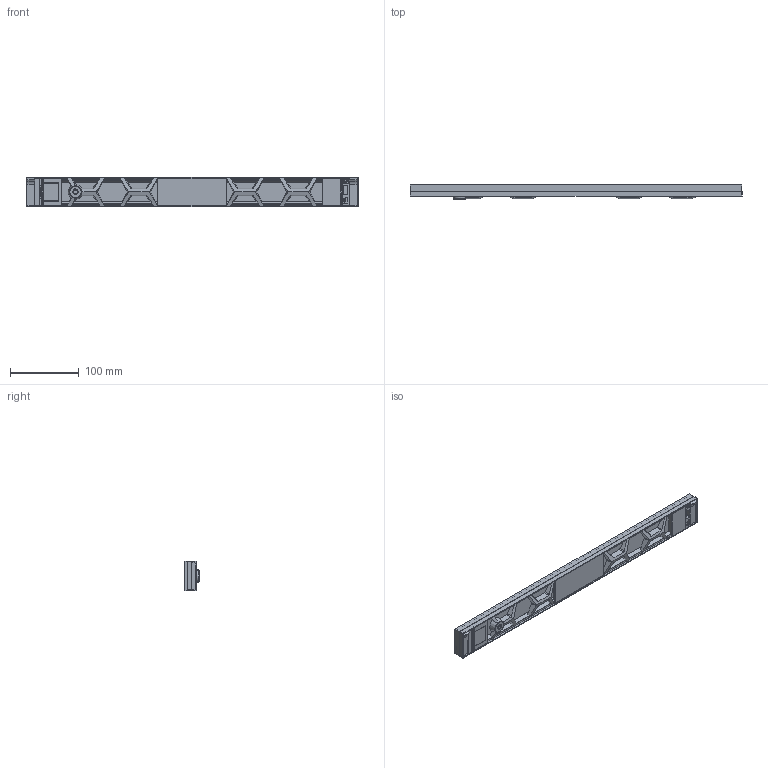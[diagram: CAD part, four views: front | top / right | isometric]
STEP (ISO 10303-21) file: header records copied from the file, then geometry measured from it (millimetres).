
FILE_DESCRIPTION(/* description */ (''),/* implementation_level */ '2;1');
FILE_NAME(/* name */ 'Bauteil8.ipt.step',/* time_stamp */ '2022-11-29T08:32:33+01:00',/* author */ ('diederichbenedict'),/* organization */ (''),/* preprocessor_version */ 'ST-DEVELOPER v18.1',/* originating_system */ 'Autodesk Inventor 2022',/* authorisation */ '');
FILE_SCHEMA (('AUTOMOTIVE_DESIGN { 1 0 10303 214 3 1 1 }'));
Length unit declared in the file: millimetre
Products named in the file (1): Bauteil8
Bounding box: 484.23 x 20.48 x 43.66 mm (x, y, z)
Volume: 158580 mm3; surface area: 129647.8 mm2
Topology: 33 solids, 33 shells, 371 faces, 889 edges, 590 vertices
Faces by surface type: plane 279, cylinder 91, cone 1
Full cylindrical faces by diameter (mm): 16.531 x1, 16.846 x1
Entity records: 10792 total; most frequent: CARTESIAN_POINT 1861, DIRECTION 1819, ORIENTED_EDGE 1778, EDGE_CURVE 889, LINE 699, VECTOR 699, VERTEX_POINT 590, AXIS2_PLACEMENT_3D 560
